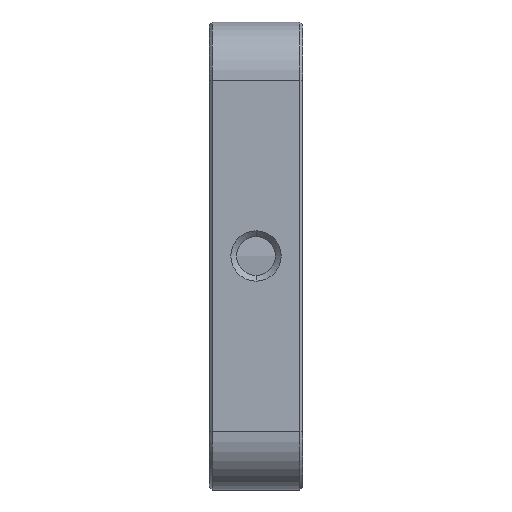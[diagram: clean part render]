
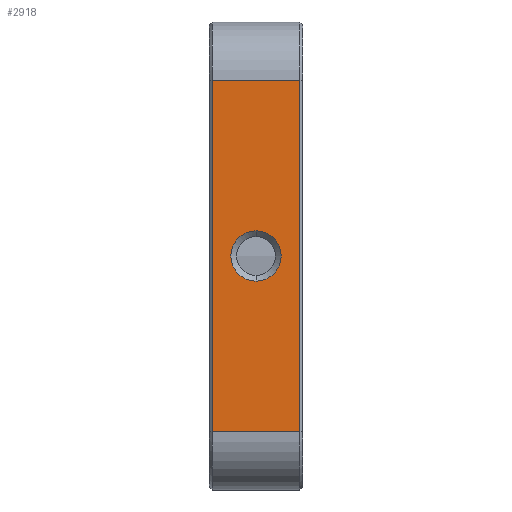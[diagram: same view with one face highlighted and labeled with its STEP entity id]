
A CAD part, front view. The second image highlights one B-rep face of the part: STEP entity #2918.
In plain terms, the highlighted planar face has unit normal (0, -1, 0).
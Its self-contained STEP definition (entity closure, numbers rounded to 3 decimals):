
#242 = VECTOR ( 'NONE', #654, 1000. ) ;
#288 = ORIENTED_EDGE ( 'NONE', *, *, #2087, .F. ) ;
#524 = ORIENTED_EDGE ( 'NONE', *, *, #4320, .T. ) ;
#604 = LINE ( 'NONE', #5487, #7138 ) ;
#654 = DIRECTION ( 'NONE',  ( -1., 0., 0. ) ) ;
#707 = LINE ( 'NONE', #4181, #242 ) ;
#712 = DIRECTION ( 'NONE',  ( 0., 0., 1. ) ) ;
#954 = EDGE_CURVE ( 'NONE', #4701, #996, #3105, .T. ) ;
#996 = VERTEX_POINT ( 'NONE', #4846 ) ;
#1167 = VECTOR ( 'NONE', #6326, 1000. ) ;
#1245 = CIRCLE ( 'NONE', #3793, 2.15 ) ;
#1342 = ORIENTED_EDGE ( 'NONE', *, *, #1966, .T. ) ;
#1426 = VERTEX_POINT ( 'NONE', #8603 ) ;
#1715 = AXIS2_PLACEMENT_3D ( 'NONE', #8324, #2603, #6024 ) ;
#1966 = EDGE_CURVE ( 'NONE', #996, #5133, #7564, .T. ) ;
#1990 = CARTESIAN_POINT ( 'NONE',  ( -10.71, -17.891, 25. ) ) ;
#2025 = EDGE_LOOP ( 'NONE', ( #288, #7027 ) ) ;
#2087 = EDGE_CURVE ( 'NONE', #8201, #7020, #6609, .T. ) ;
#2203 = FACE_OUTER_BOUND ( 'NONE', #4379, .T. ) ;
#2603 = DIRECTION ( 'NONE',  ( 0., -1., 0. ) ) ;
#2918 = ADVANCED_FACE ( 'NONE', ( #7679, #2203 ), #6998, .F. ) ;
#3085 = CARTESIAN_POINT ( 'NONE',  ( -18.46, -17.891, 25. ) ) ;
#3105 = LINE ( 'NONE', #1990, #1167 ) ;
#3124 = DIRECTION ( 'NONE',  ( 0., 0., 1. ) ) ;
#3196 = DIRECTION ( 'NONE',  ( 0., -1., 0. ) ) ;
#3346 = DIRECTION ( 'NONE',  ( 0., 0., -1. ) ) ;
#3793 = AXIS2_PLACEMENT_3D ( 'NONE', #5999, #3196, #7470 ) ;
#4181 = CARTESIAN_POINT ( 'NONE',  ( -10.71, -17.891, 55. ) ) ;
#4320 = EDGE_CURVE ( 'NONE', #1426, #4701, #604, .T. ) ;
#4379 = EDGE_LOOP ( 'NONE', ( #4791, #524, #5441, #1342 ) ) ;
#4701 = VERTEX_POINT ( 'NONE', #3085 ) ;
#4791 = ORIENTED_EDGE ( 'NONE', *, *, #7450, .T. ) ;
#4846 = CARTESIAN_POINT ( 'NONE',  ( -10.96, -17.891, 25. ) ) ;
#5133 = VERTEX_POINT ( 'NONE', #5174 ) ;
#5174 = CARTESIAN_POINT ( 'NONE',  ( -10.96, -17.891, 55. ) ) ;
#5236 = EDGE_CURVE ( 'NONE', #7020, #8201, #1245, .T. ) ;
#5360 = CARTESIAN_POINT ( 'NONE',  ( -14.71, -17.891, 37.85 ) ) ;
#5441 = ORIENTED_EDGE ( 'NONE', *, *, #954, .T. ) ;
#5487 = CARTESIAN_POINT ( 'NONE',  ( -18.46, -17.891, 60. ) ) ;
#5999 = CARTESIAN_POINT ( 'NONE',  ( -14.71, -17.891, 40. ) ) ;
#6024 = DIRECTION ( 'NONE',  ( 0., 0., -1. ) ) ;
#6326 = DIRECTION ( 'NONE',  ( 1., 0., 0. ) ) ;
#6609 = CIRCLE ( 'NONE', #1715, 2.15 ) ;
#6867 = AXIS2_PLACEMENT_3D ( 'NONE', #7127, #8549, #712 ) ;
#6998 = PLANE ( 'NONE',  #6867 ) ;
#7020 = VERTEX_POINT ( 'NONE', #7717 ) ;
#7027 = ORIENTED_EDGE ( 'NONE', *, *, #5236, .F. ) ;
#7127 = CARTESIAN_POINT ( 'NONE',  ( -10.71, -17.891, 60. ) ) ;
#7138 = VECTOR ( 'NONE', #3346, 1000. ) ;
#7450 = EDGE_CURVE ( 'NONE', #5133, #1426, #707, .T. ) ;
#7470 = DIRECTION ( 'NONE',  ( 0., 0., -1. ) ) ;
#7564 = LINE ( 'NONE', #8077, #7661 ) ;
#7661 = VECTOR ( 'NONE', #3124, 1000. ) ;
#7679 = FACE_BOUND ( 'NONE', #2025, .T. ) ;
#7717 = CARTESIAN_POINT ( 'NONE',  ( -14.71, -17.891, 42.15 ) ) ;
#8077 = CARTESIAN_POINT ( 'NONE',  ( -10.96, -17.891, 55. ) ) ;
#8201 = VERTEX_POINT ( 'NONE', #5360 ) ;
#8324 = CARTESIAN_POINT ( 'NONE',  ( -14.71, -17.891, 40. ) ) ;
#8549 = DIRECTION ( 'NONE',  ( 0., 1., 0. ) ) ;
#8603 = CARTESIAN_POINT ( 'NONE',  ( -18.46, -17.891, 55. ) ) ;
